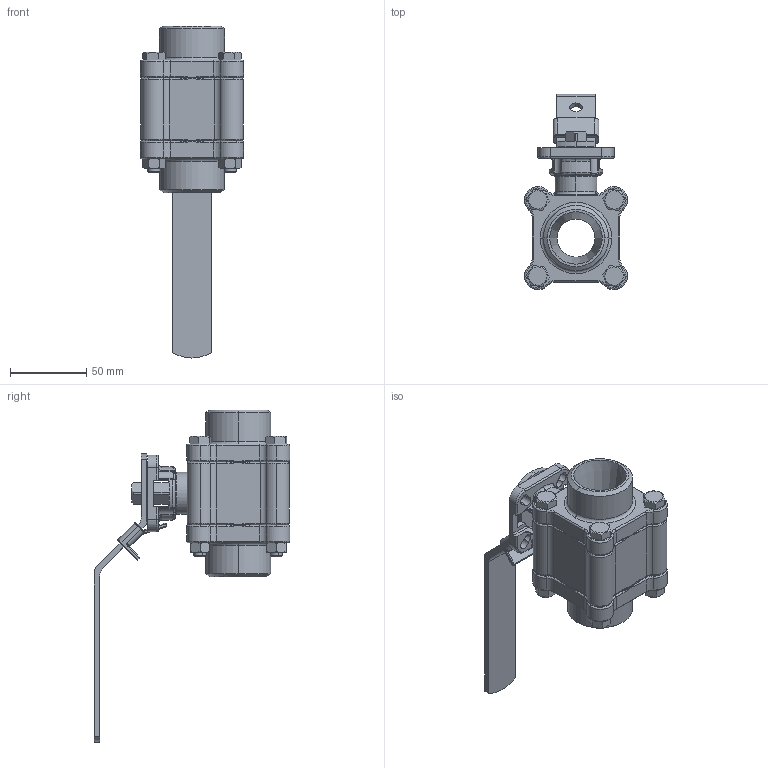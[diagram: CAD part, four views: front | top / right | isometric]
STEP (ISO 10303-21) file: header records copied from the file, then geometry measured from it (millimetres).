
FILE_DESCRIPTION (( 'STEP AP214' ), '1' );
FILE_NAME ('ZL9BK2F.STEP', '2010-09-29T05:49:10', ( 'Hsu22' ), ( 'Hollings' ), 'SwSTEP 2.0', 'SolidWorks 2008', '' );
FILE_SCHEMA (( 'AUTOMOTIVE_DESIGN' ));
Length unit declared in the file: millimetre
Products named in the file (7): SHA0L9T10E0_預設; SDDL9T10EA6_預設; SB85BK2FBEX0_預設; YSHM8-74_預設; YNM8_預設; SAL9T10TWEAEX0_預設; ZL9BK2F
Assembly tree (13 placements, depth 2):
  ZL9BK2F
    SB85BK2FBEX0_預設  x2
    YNM8_預設  x4
    SDDL9T10EA6_預設
    YSHM8-74_預設  x4
    SAL9T10TWEAEX0_預設
    SHA0L9T10E0_預設
Bounding box: 67.6 x 128.2 x 217.7 mm (x, y, z)
Volume: 233905.8 mm3; surface area: 94721.2 mm2
Topology: 13 solids, 13 shells, 757 faces, 1835 edges, 1079 vertices
Faces by surface type: cylinder 275, plane 182, torus 128, cone 99, bspline 57, sphere 16
Entity records: 18679 total; most frequent: CARTESIAN_POINT 5676, DIRECTION 2860, ORIENTED_EDGE 2616, EDGE_CURVE 1308, AXIS2_PLACEMENT_3D 1192, VERTEX_POINT 786, CIRCLE 680, EDGE_LOOP 596
